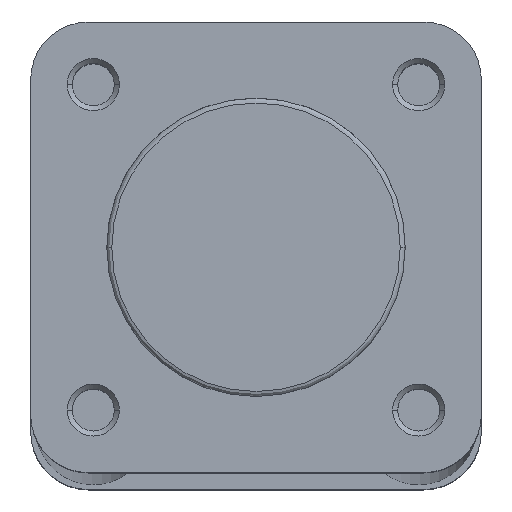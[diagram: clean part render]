
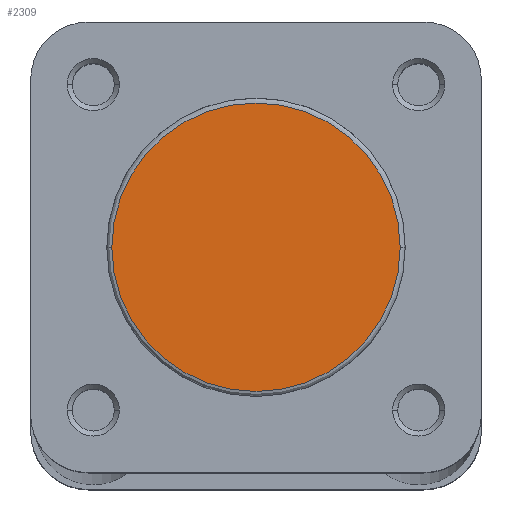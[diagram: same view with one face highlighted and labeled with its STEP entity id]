
A CAD part, top view. The second image highlights one B-rep face of the part: STEP entity #2309.
In plain terms, the highlighted planar face has unit normal (0, 0, 1).
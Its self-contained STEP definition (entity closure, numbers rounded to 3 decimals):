
#827 = ORIENTED_EDGE ( 'NONE', *, *, #4779, .T. ) ;
#828 = ORIENTED_EDGE ( 'NONE', *, *, #4825, .T. ) ;
#1416 = VERTEX_POINT ( 'NONE', #2148 ) ;
#1420 = VERTEX_POINT ( 'NONE', #2133 ) ;
#2133 = CARTESIAN_POINT ( 'NONE',  ( -14.4, 0., 0. ) ) ;
#2148 = CARTESIAN_POINT ( 'NONE',  ( 14.4, 0., 0. ) ) ;
#2309 = ADVANCED_FACE ( 'NONE', ( #4532 ), #2646, .F. ) ;
#2319 = EDGE_LOOP ( 'NONE', ( #828, #827 ) ) ;
#2645 = CARTESIAN_POINT ( 'NONE',  ( 0., 14.9, 0. ) ) ;
#2646 = PLANE ( 'NONE',  #5281 ) ;
#2648 = DIRECTION ( 'NONE',  ( 0., 0., -1. ) ) ;
#2649 = DIRECTION ( 'NONE',  ( -1., 0., 0. ) ) ;
#3155 = CARTESIAN_POINT ( 'NONE',  ( 0., 0., 0. ) ) ;
#3156 = DIRECTION ( 'NONE',  ( 0., 0., 1. ) ) ;
#3157 = DIRECTION ( 'NONE',  ( -1., 0., 0. ) ) ;
#3268 = CARTESIAN_POINT ( 'NONE',  ( 0., 0., 0. ) ) ;
#3271 = DIRECTION ( 'NONE',  ( 0., 0., 1. ) ) ;
#3272 = DIRECTION ( 'NONE',  ( -1., 0., 0. ) ) ;
#3809 = CIRCLE ( 'NONE', #5405, 14.4 ) ;
#3879 = CIRCLE ( 'NONE', #5427, 14.4 ) ;
#4532 = FACE_OUTER_BOUND ( 'NONE', #2319, .T. ) ;
#4779 = EDGE_CURVE ( 'NONE', #1416, #1420, #3809, .T. ) ;
#4825 = EDGE_CURVE ( 'NONE', #1420, #1416, #3879, .T. ) ;
#5281 = AXIS2_PLACEMENT_3D ( 'NONE', #2645, #2648, #2649 ) ;
#5405 = AXIS2_PLACEMENT_3D ( 'NONE', #3155, #3156, #3157 ) ;
#5427 = AXIS2_PLACEMENT_3D ( 'NONE', #3268, #3271, #3272 ) ;
